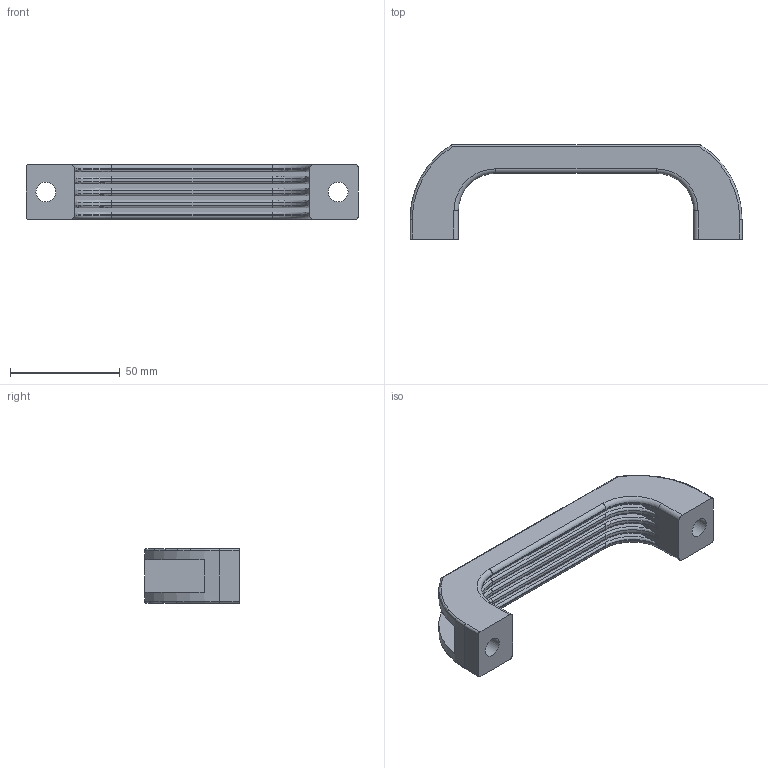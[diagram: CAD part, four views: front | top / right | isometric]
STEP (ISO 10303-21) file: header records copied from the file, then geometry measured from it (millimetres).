
FILE_DESCRIPTION(/* description */ (''),/* implementation_level */ '2;1');
FILE_NAME(/* name */ '11205_KriTec_Handgriff_PA_151x33.stp',/* time_stamp */ '2014-09-16T17:06:11+02:00',/* author */ ('kostic'),/* organization */ (''),/* preprocessor_version */ 'ST-DEVELOPER v15.2',/* originating_system */ 'Autodesk Inventor 2014',/* authorisation */ '');
FILE_SCHEMA (('AUTOMOTIVE_DESIGN { 1 0 10303 214 3 1 1 }'));
Length unit declared in the file: millimetre
Products named in the file (1): 11205_KriTec_Handgriff_PA_151x33
Bounding box: 151 x 43 x 25 mm (x, y, z)
Volume: 56465.9 mm3; surface area: 23476 mm2
Topology: 1 solids, 1 shells, 96 faces, 244 edges, 152 vertices
Faces by surface type: cylinder 36, plane 36, torus 24
Full cylindrical faces by diameter (mm): 9 x2, 14 x2
Entity records: 2957 total; most frequent: CARTESIAN_POINT 589, DIRECTION 510, ORIENTED_EDGE 480, EDGE_CURVE 240, AXIS2_PLACEMENT_3D 193, VERTEX_POINT 152, LINE 124, VECTOR 124
